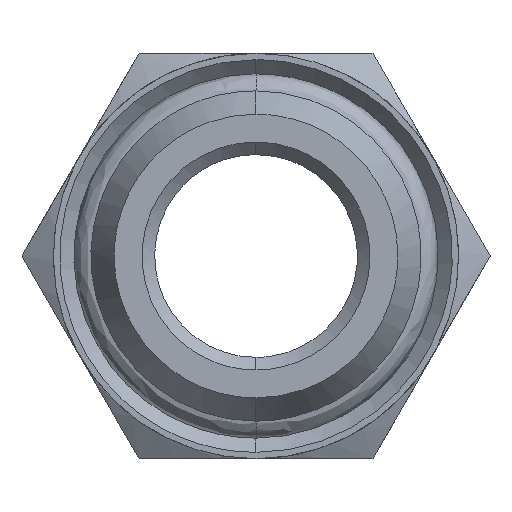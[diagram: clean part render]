
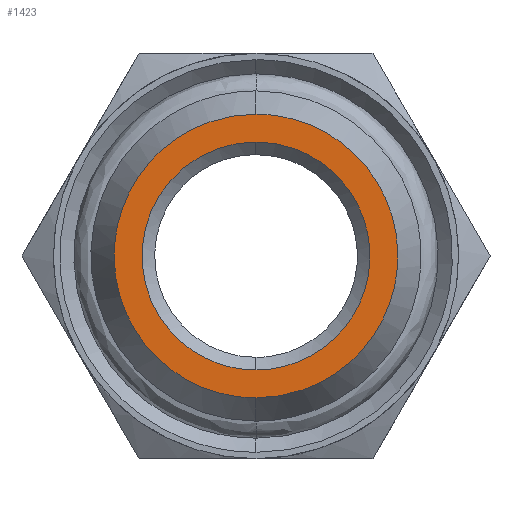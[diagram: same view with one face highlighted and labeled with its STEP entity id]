
A CAD part, front view. The second image highlights one B-rep face of the part: STEP entity #1423.
In plain terms, the highlighted free-form (B-spline) face has degree [1, 1] with [2, 2] control points.
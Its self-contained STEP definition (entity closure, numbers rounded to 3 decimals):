
#11 = ORIENTED_EDGE ( 'NONE', *, *, #653, .F. ) ;
#21 = B_SPLINE_SURFACE_WITH_KNOTS ( 'NONE', 1, 1, ( 
 ( #2501, #860 ),
 ( #1278, #1482 ) ),
 .UNSPECIFIED., .F., .F., .F.,
 ( 2, 2 ),
 ( 2, 2 ),
 ( 0., 1. ),
 ( 0., 1. ),
 .UNSPECIFIED. ) ;
#95 = CARTESIAN_POINT ( 'NONE',  ( 2.822, 0., 4.892 ) ) ;
#101 = CARTESIAN_POINT ( 'NONE',  ( -0.735, 0., 5.6 ) ) ;
#124 = CARTESIAN_POINT ( 'NONE',  ( 0.591, 0., 4.5 ) ) ;
#126 = CARTESIAN_POINT ( 'NONE',  ( 0., 0., 5.6 ) ) ;
#130 = CARTESIAN_POINT ( 'NONE',  ( 2.764, 0., -3.6 ) ) ;
#135 = VERTEX_POINT ( 'NONE', #1864 ) ;
#136 = FACE_BOUND ( 'NONE', #983, .T. ) ;
#287 = CARTESIAN_POINT ( 'NONE',  ( -4.48, 0., 3.44 ) ) ;
#290 = FACE_OUTER_BOUND ( 'NONE', #2010, .T. ) ;
#308 = CARTESIAN_POINT ( 'NONE',  ( 3.6, 0., -2.764 ) ) ;
#335 = B_SPLINE_CURVE_WITH_KNOTS ( 'NONE', 3,
 ( #1541, #1333, #2583, #2569, #1363, #922, #690, #898, #2548, #1349, #1144, #2131, #1563, #509, #95, #2364, #2161, #722 ),
 .UNSPECIFIED., .F., .F.,
 ( 4, 2, 2, 2, 2, 2, 2, 2, 4 ),
 ( 0., 0.393, 0.785, 1.178, 1.571, 1.963, 2.356, 2.749, 3.142 ),
 .UNSPECIFIED. ) ;
#485 = CARTESIAN_POINT ( 'NONE',  ( -4.48, 0., -3.44 ) ) ;
#493 = CARTESIAN_POINT ( 'NONE',  ( -5.455, 0., -1.464 ) ) ;
#508 = CARTESIAN_POINT ( 'NONE',  ( 1.176, 0., -4.384 ) ) ;
#509 = CARTESIAN_POINT ( 'NONE',  ( 3.44, 0., 4.48 ) ) ;
#533 = CARTESIAN_POINT ( 'NONE',  ( 3.931, 0., 2.268 ) ) ;
#653 = EDGE_CURVE ( 'NONE', #1315, #135, #1511, .T. ) ;
#670 = CARTESIAN_POINT ( 'NONE',  ( 0., 0., 4.5 ) ) ;
#690 = CARTESIAN_POINT ( 'NONE',  ( 4.892, 0., -2.822 ) ) ;
#698 = CARTESIAN_POINT ( 'NONE',  ( -2.822, 0., -4.892 ) ) ;
#716 = CARTESIAN_POINT ( 'NONE',  ( -5.455, 0., 1.464 ) ) ;
#722 = CARTESIAN_POINT ( 'NONE',  ( 0., 0., 5.6 ) ) ;
#737 = CARTESIAN_POINT ( 'NONE',  ( 4.5, 0., -0.591 ) ) ;
#860 = CARTESIAN_POINT ( 'NONE',  ( 5.667, 0., 5.667 ) ) ;
#898 = CARTESIAN_POINT ( 'NONE',  ( 5.455, 0., -1.464 ) ) ;
#922 = CARTESIAN_POINT ( 'NONE',  ( 4.48, 0., -3.44 ) ) ;
#983 = EDGE_LOOP ( 'NONE', ( #11, #1756 ) ) ;
#1144 = CARTESIAN_POINT ( 'NONE',  ( 5.455, 0., 1.464 ) ) ;
#1206 = EDGE_CURVE ( 'NONE', #1315, #135, #2164, .T. ) ;
#1278 = CARTESIAN_POINT ( 'NONE',  ( -5.667, 0., -5.667 ) ) ;
#1315 = VERTEX_POINT ( 'NONE', #1770 ) ;
#1325 = CARTESIAN_POINT ( 'NONE',  ( -9., 0., -4.5 ) ) ;
#1333 = CARTESIAN_POINT ( 'NONE',  ( 0.735, 0., -5.6 ) ) ;
#1335 = CARTESIAN_POINT ( 'NONE',  ( -9., 0., 4.5 ) ) ;
#1342 = CARTESIAN_POINT ( 'NONE',  ( -2.822, 0., 4.892 ) ) ;
#1346 = CARTESIAN_POINT ( 'NONE',  ( 0., 0., -4.5 ) ) ;
#1349 = CARTESIAN_POINT ( 'NONE',  ( 5.6, 0., 0.735 ) ) ;
#1361 = CARTESIAN_POINT ( 'NONE',  ( 2.268, 0., -3.931 ) ) ;
#1363 = CARTESIAN_POINT ( 'NONE',  ( 3.44, 0., -4.48 ) ) ;
#1367 = CARTESIAN_POINT ( 'NONE',  ( 4.5, 0., 0.591 ) ) ;
#1371 = B_SPLINE_CURVE_WITH_KNOTS ( 'NONE', 3,
 ( #126, #101, #2137, #1342, #1535, #287, #2335, #716, #1742, #2151, #493, #1947, #485, #1747, #698, #1549, #1953, #2357 ),
 .UNSPECIFIED., .F., .F.,
 ( 4, 2, 2, 2, 2, 2, 2, 2, 4 ),
 ( 0., 0.393, 0.785, 1.178, 1.571, 1.963, 2.356, 2.749, 3.142 ),
 .UNSPECIFIED. ) ;
#1375 = CARTESIAN_POINT ( 'NONE',  ( 0., 0., 4.5 ) ) ;
#1423 = ADVANCED_FACE ( 'NONE', ( #136, #290 ), #21, .T. ) ;
#1464 = CARTESIAN_POINT ( 'NONE',  ( 0., 0., -5.6 ) ) ;
#1471 = VERTEX_POINT ( 'NONE', #1731 ) ;
#1482 = CARTESIAN_POINT ( 'NONE',  ( 5.667, 0., -5.667 ) ) ;
#1511 =( BOUNDED_CURVE ( )  B_SPLINE_CURVE ( 3, ( #670, #1335, #1325, #1544 ),
 .UNSPECIFIED., .F., .F. ) 
 B_SPLINE_CURVE_WITH_KNOTS ( ( 4, 4 ),
 ( -3.142, 0. ),
 .UNSPECIFIED. ) 
 CURVE ( )  GEOMETRIC_REPRESENTATION_ITEM ( )  RATIONAL_B_SPLINE_CURVE ( ( 1., 0.333, 0.333, 1. ) ) 
 REPRESENTATION_ITEM ( '' )  );
#1512 = ORIENTED_EDGE ( 'NONE', *, *, #1986, .T. ) ;
#1535 = CARTESIAN_POINT ( 'NONE',  ( -3.44, 0., 4.48 ) ) ;
#1541 = CARTESIAN_POINT ( 'NONE',  ( 0., 0., -5.6 ) ) ;
#1544 = CARTESIAN_POINT ( 'NONE',  ( 0., 0., -4.5 ) ) ;
#1549 = CARTESIAN_POINT ( 'NONE',  ( -1.464, 0., -5.455 ) ) ;
#1563 = CARTESIAN_POINT ( 'NONE',  ( 4.48, 0., 3.44 ) ) ;
#1566 = CARTESIAN_POINT ( 'NONE',  ( 0.591, 0., -4.5 ) ) ;
#1731 = CARTESIAN_POINT ( 'NONE',  ( 0., 0., 5.6 ) ) ;
#1742 = CARTESIAN_POINT ( 'NONE',  ( -5.6, 0., 0.735 ) ) ;
#1747 = CARTESIAN_POINT ( 'NONE',  ( -3.44, 0., -4.48 ) ) ;
#1754 = CARTESIAN_POINT ( 'NONE',  ( 3.6, 0., 2.764 ) ) ;
#1756 = ORIENTED_EDGE ( 'NONE', *, *, #1206, .T. ) ;
#1770 = CARTESIAN_POINT ( 'NONE',  ( 0., 0., 4.5 ) ) ;
#1864 = CARTESIAN_POINT ( 'NONE',  ( 0., 0., -4.5 ) ) ;
#1947 = CARTESIAN_POINT ( 'NONE',  ( -4.892, 0., -2.822 ) ) ;
#1953 = CARTESIAN_POINT ( 'NONE',  ( -0.735, 0., -5.6 ) ) ;
#1978 = EDGE_CURVE ( 'NONE', #2647, #1471, #335, .T. ) ;
#1986 = EDGE_CURVE ( 'NONE', #1471, #2647, #1371, .T. ) ;
#2010 = EDGE_LOOP ( 'NONE', ( #1512, #2254 ) ) ;
#2131 = CARTESIAN_POINT ( 'NONE',  ( 4.892, 0., 2.822 ) ) ;
#2137 = CARTESIAN_POINT ( 'NONE',  ( -1.464, 0., 5.455 ) ) ;
#2149 = CARTESIAN_POINT ( 'NONE',  ( 4.384, 0., -1.176 ) ) ;
#2151 = CARTESIAN_POINT ( 'NONE',  ( -5.6, 0., -0.735 ) ) ;
#2161 = CARTESIAN_POINT ( 'NONE',  ( 0.735, 0., 5.6 ) ) ;
#2164 = B_SPLINE_CURVE_WITH_KNOTS ( 'NONE', 3,
 ( #1375, #124, #2354, #2347, #2595, #1754, #533, #2575, #1367, #737, #2149, #2565, #308, #130, #1361, #508, #1566, #1346 ),
 .UNSPECIFIED., .F., .F.,
 ( 4, 2, 2, 2, 2, 2, 2, 2, 4 ),
 ( 0., 0.393, 0.785, 1.178, 1.571, 1.963, 2.356, 2.749, 3.142 ),
 .UNSPECIFIED. ) ;
#2254 = ORIENTED_EDGE ( 'NONE', *, *, #1978, .T. ) ;
#2335 = CARTESIAN_POINT ( 'NONE',  ( -4.892, 0., 2.822 ) ) ;
#2347 = CARTESIAN_POINT ( 'NONE',  ( 2.268, 0., 3.931 ) ) ;
#2354 = CARTESIAN_POINT ( 'NONE',  ( 1.176, 0., 4.384 ) ) ;
#2357 = CARTESIAN_POINT ( 'NONE',  ( 0., 0., -5.6 ) ) ;
#2364 = CARTESIAN_POINT ( 'NONE',  ( 1.464, 0., 5.455 ) ) ;
#2501 = CARTESIAN_POINT ( 'NONE',  ( -5.667, 0., 5.667 ) ) ;
#2548 = CARTESIAN_POINT ( 'NONE',  ( 5.6, 0., -0.735 ) ) ;
#2565 = CARTESIAN_POINT ( 'NONE',  ( 3.931, 0., -2.268 ) ) ;
#2569 = CARTESIAN_POINT ( 'NONE',  ( 2.822, 0., -4.892 ) ) ;
#2575 = CARTESIAN_POINT ( 'NONE',  ( 4.384, 0., 1.176 ) ) ;
#2583 = CARTESIAN_POINT ( 'NONE',  ( 1.464, 0., -5.455 ) ) ;
#2595 = CARTESIAN_POINT ( 'NONE',  ( 2.764, 0., 3.6 ) ) ;
#2647 = VERTEX_POINT ( 'NONE', #1464 ) ;
